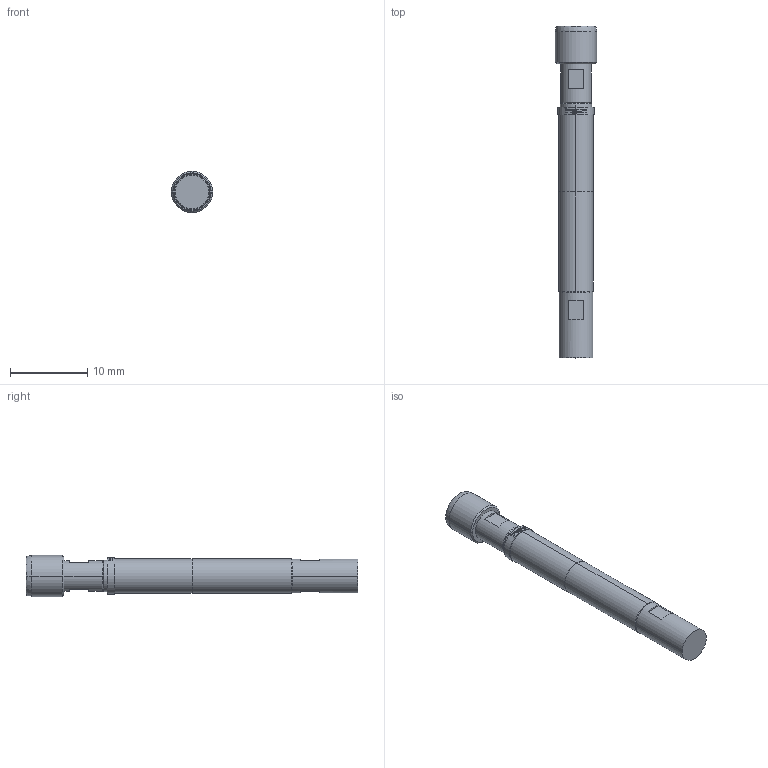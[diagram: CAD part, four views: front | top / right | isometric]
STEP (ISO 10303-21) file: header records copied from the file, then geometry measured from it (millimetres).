
FILE_DESCRIPTION (( 'STEP AP203' ), '1' );
FILE_NAME ('INGUN_HFS-8x0_303_150_A_xx43_E3.STEP', '2022-04-26T12:35:21', ( 'ochi' ), ( '' ), 'SwSTEP 2.0', 'SolidWorks 2018', '' );
FILE_SCHEMA (( 'CONFIG_CONTROL_DESIGN' ));
Length unit declared in the file: millimetre
Products named in the file (1): INGUN_HFS-8x0_303_150_A_xx43_E3
Bounding box: 5.35 x 43 x 5.35 mm (x, y, z)
Volume: 652.2 mm3; surface area: 707 mm2
Topology: 1 solids, 1 shells, 130 faces, 314 edges, 201 vertices
Faces by surface type: plane 62, cylinder 30, bspline 22, cone 14, torus 2
Entity records: 4137 total; most frequent: CARTESIAN_POINT 1183, ORIENTED_EDGE 624, DIRECTION 542, EDGE_CURVE 312, AXIS2_PLACEMENT_3D 214, VERTEX_POINT 201, EDGE_LOOP 147, FACE_OUTER_BOUND 130
